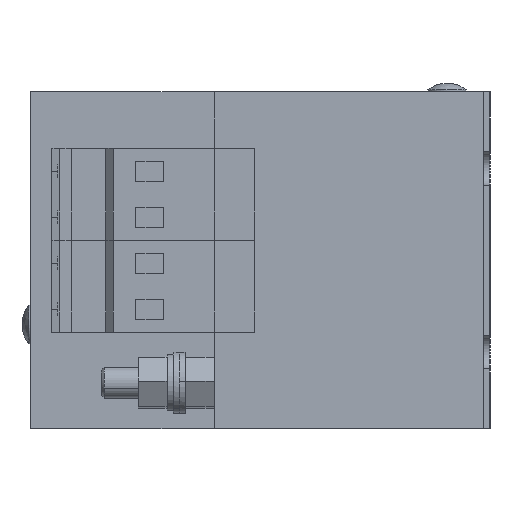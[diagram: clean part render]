
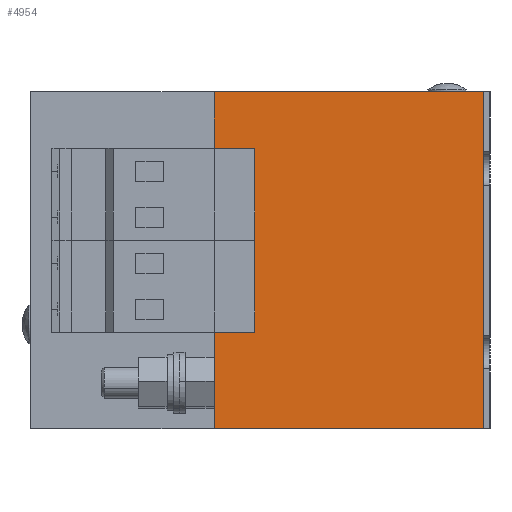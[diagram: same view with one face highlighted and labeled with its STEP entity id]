
A CAD part, left-side view. The second image highlights one B-rep face of the part: STEP entity #4954.
In plain terms, the highlighted planar face has unit normal (-1, 0, 0).
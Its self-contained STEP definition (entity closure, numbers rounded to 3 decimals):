
#495 = DIRECTION ( 'NONE',  ( 0., 1., 0. ) ) ;
#633 = CARTESIAN_POINT ( 'NONE',  ( -83., 44., -11.25 ) ) ;
#656 = EDGE_LOOP ( 'NONE', ( #2864, #7965, #2593, #4885, #3997, #1057, #831, #3846, #4218 ) ) ;
#734 = DIRECTION ( 'NONE',  ( 0., -1., 0. ) ) ;
#752 = LINE ( 'NONE', #8936, #2211 ) ;
#831 = ORIENTED_EDGE ( 'NONE', *, *, #5440, .T. ) ;
#1057 = ORIENTED_EDGE ( 'NONE', *, *, #3906, .T. ) ;
#1077 = EDGE_CURVE ( 'NONE', #8757, #2583, #6476, .T. ) ;
#1184 = VECTOR ( 'NONE', #495, 1000. ) ;
#1200 = DIRECTION ( 'NONE',  ( 0., 0., 1. ) ) ;
#1238 = CARTESIAN_POINT ( 'NONE',  ( -83., 0., -27. ) ) ;
#1410 = LINE ( 'NONE', #2007, #6536 ) ;
#1657 = CARTESIAN_POINT ( 'NONE',  ( -83., 37.386, 3.75 ) ) ;
#1801 = DIRECTION ( 'NONE',  ( 0., 0., -1. ) ) ;
#1981 = VERTEX_POINT ( 'NONE', #1657 ) ;
#2007 = CARTESIAN_POINT ( 'NONE',  ( -83., 44., -27. ) ) ;
#2122 = LINE ( 'NONE', #5517, #7119 ) ;
#2138 = DIRECTION ( 'NONE',  ( 0., 0., 1. ) ) ;
#2204 = DIRECTION ( 'NONE',  ( 0., 0., 1. ) ) ;
#2211 = VECTOR ( 'NONE', #6320, 1000. ) ;
#2270 = VERTEX_POINT ( 'NONE', #5587 ) ;
#2342 = VECTOR ( 'NONE', #2573, 1000. ) ;
#2573 = DIRECTION ( 'NONE',  ( 0., 0., 1. ) ) ;
#2583 = VERTEX_POINT ( 'NONE', #6841 ) ;
#2584 = VERTEX_POINT ( 'NONE', #633 ) ;
#2593 = ORIENTED_EDGE ( 'NONE', *, *, #4391, .T. ) ;
#2703 = CARTESIAN_POINT ( 'NONE',  ( -83., 44., -11.25 ) ) ;
#2795 = AXIS2_PLACEMENT_3D ( 'NONE', #6000, #7304, #1200 ) ;
#2804 = VECTOR ( 'NONE', #2138, 1000. ) ;
#2864 = ORIENTED_EDGE ( 'NONE', *, *, #1077, .F. ) ;
#3023 = LINE ( 'NONE', #7954, #6974 ) ;
#3215 = CARTESIAN_POINT ( 'NONE',  ( -83., 37.386, 18.75 ) ) ;
#3363 = LINE ( 'NONE', #6165, #2804 ) ;
#3393 = LINE ( 'NONE', #6150, #2342 ) ;
#3425 = VERTEX_POINT ( 'NONE', #6181 ) ;
#3846 = ORIENTED_EDGE ( 'NONE', *, *, #4625, .F. ) ;
#3906 = EDGE_CURVE ( 'NONE', #8023, #4905, #1410, .T. ) ;
#3997 = ORIENTED_EDGE ( 'NONE', *, *, #8860, .F. ) ;
#4023 = VECTOR ( 'NONE', #7113, 1000. ) ;
#4218 = ORIENTED_EDGE ( 'NONE', *, *, #8150, .F. ) ;
#4281 = EDGE_CURVE ( 'NONE', #8757, #1981, #2122, .T. ) ;
#4391 = EDGE_CURVE ( 'NONE', #1981, #3425, #3023, .T. ) ;
#4625 = EDGE_CURVE ( 'NONE', #2270, #6268, #752, .T. ) ;
#4870 = CARTESIAN_POINT ( 'NONE',  ( -83., 44., -27. ) ) ;
#4885 = ORIENTED_EDGE ( 'NONE', *, *, #8872, .T. ) ;
#4905 = VERTEX_POINT ( 'NONE', #1238 ) ;
#4954 = ADVANCED_FACE ( 'NONE', ( #6682 ), #8126, .T. ) ;
#4967 = LINE ( 'NONE', #4870, #5507 ) ;
#5440 = EDGE_CURVE ( 'NONE', #4905, #6268, #3363, .T. ) ;
#5507 = VECTOR ( 'NONE', #2204, 1000. ) ;
#5517 = CARTESIAN_POINT ( 'NONE',  ( -83., 37.386, -27. ) ) ;
#5587 = CARTESIAN_POINT ( 'NONE',  ( -83., 44., 28. ) ) ;
#5708 = CARTESIAN_POINT ( 'NONE',  ( -83., 44., 18.75 ) ) ;
#6000 = CARTESIAN_POINT ( 'NONE',  ( -83., 44., -27. ) ) ;
#6150 = CARTESIAN_POINT ( 'NONE',  ( -83., 44., -27. ) ) ;
#6165 = CARTESIAN_POINT ( 'NONE',  ( -83., 0., -27. ) ) ;
#6181 = CARTESIAN_POINT ( 'NONE',  ( -83., 37.386, -11.25 ) ) ;
#6253 = CARTESIAN_POINT ( 'NONE',  ( -83., 0., 28. ) ) ;
#6268 = VERTEX_POINT ( 'NONE', #6253 ) ;
#6320 = DIRECTION ( 'NONE',  ( 0., -1., 0. ) ) ;
#6476 = LINE ( 'NONE', #5708, #4023 ) ;
#6536 = VECTOR ( 'NONE', #734, 1000. ) ;
#6682 = FACE_OUTER_BOUND ( 'NONE', #656, .T. ) ;
#6688 = CARTESIAN_POINT ( 'NONE',  ( -83., 44., -27. ) ) ;
#6699 = LINE ( 'NONE', #2703, #1184 ) ;
#6841 = CARTESIAN_POINT ( 'NONE',  ( -83., 44., 18.75 ) ) ;
#6974 = VECTOR ( 'NONE', #1801, 1000. ) ;
#7113 = DIRECTION ( 'NONE',  ( 0., 1., 0. ) ) ;
#7119 = VECTOR ( 'NONE', #7734, 1000. ) ;
#7304 = DIRECTION ( 'NONE',  ( -1., 0., 0. ) ) ;
#7734 = DIRECTION ( 'NONE',  ( 0., 0., -1. ) ) ;
#7954 = CARTESIAN_POINT ( 'NONE',  ( -83., 37.386, -27. ) ) ;
#7965 = ORIENTED_EDGE ( 'NONE', *, *, #4281, .T. ) ;
#8023 = VERTEX_POINT ( 'NONE', #6688 ) ;
#8126 = PLANE ( 'NONE',  #2795 ) ;
#8150 = EDGE_CURVE ( 'NONE', #2583, #2270, #4967, .T. ) ;
#8757 = VERTEX_POINT ( 'NONE', #3215 ) ;
#8860 = EDGE_CURVE ( 'NONE', #8023, #2584, #3393, .T. ) ;
#8872 = EDGE_CURVE ( 'NONE', #3425, #2584, #6699, .T. ) ;
#8936 = CARTESIAN_POINT ( 'NONE',  ( -83., 44., 28. ) ) ;
